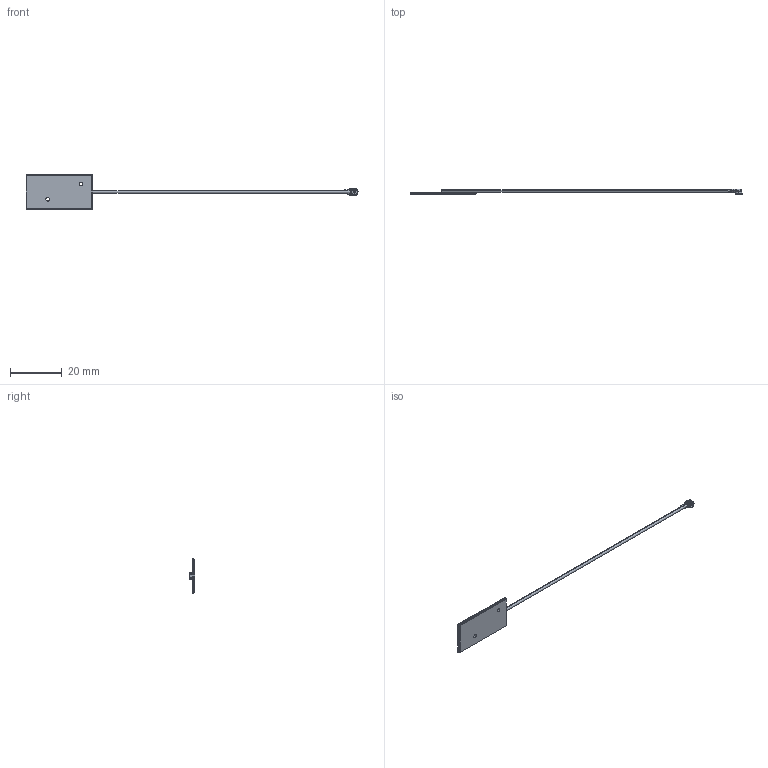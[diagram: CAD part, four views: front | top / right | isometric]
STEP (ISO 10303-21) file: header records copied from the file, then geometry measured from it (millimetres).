
FILE_DESCRIPTION (( 'STEP AP214' ), '1' );
FILE_NAME ('PE51211.step', '2020-06-18T14:30:48', ( '' ), ( '' ), 'SwSTEP 2.0', 'SolidWorks 2018', '' );
FILE_SCHEMA (( 'AUTOMOTIVE_DESIGN' ));
Length unit declared in the file: millimetre
Products named in the file (3): PE51211; HG5158-03PU-100IPEX_PCB W-CABLE; UFL_connector
Assembly tree (2 placements, depth 2):
  PE51211
    HG5158-03PU-100IPEX_PCB W-CABLE
    UFL_connector
Bounding box: 128.65 x 2.09 x 13.2 mm (x, y, z)
Volume: 417.7 mm3; surface area: 1320.3 mm2
Topology: 5 solids, 5 shells, 103 faces, 262 edges, 174 vertices
Faces by surface type: plane 67, cylinder 34, torus 2
Entity records: 4009 total; most frequent: CARTESIAN_POINT 630, DIRECTION 532, ORIENTED_EDGE 524, EDGE_CURVE 262, AXIS2_PLACEMENT_3D 182, VERTEX_POINT 174, VECTOR 168, LINE 168
